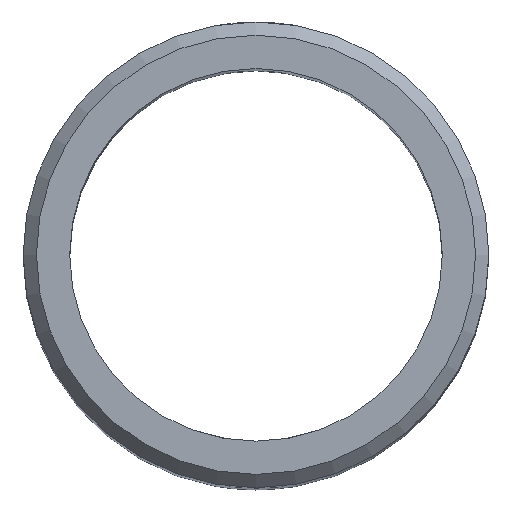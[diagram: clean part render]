
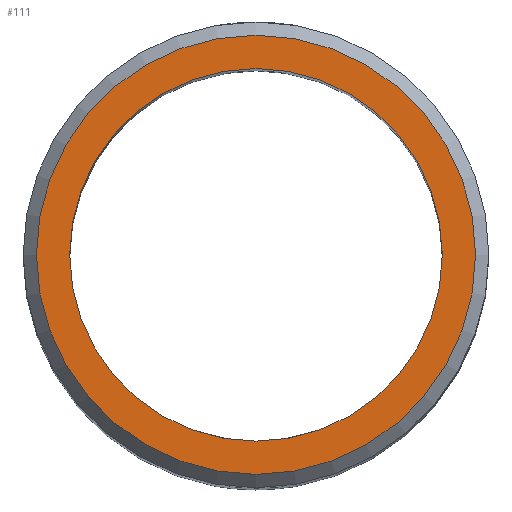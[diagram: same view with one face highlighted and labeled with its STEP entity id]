
A CAD part, top view. The second image highlights one B-rep face of the part: STEP entity #111.
In plain terms, the highlighted planar face has unit normal (0, 0, 1).
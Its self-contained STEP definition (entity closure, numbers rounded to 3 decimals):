
#111=ADVANCED_FACE('',(#217,#219),#221,.T.);
#217=FACE_BOUND('',#218,.T.);
#218=EDGE_LOOP('',(#266));
#219=FACE_BOUND('',#220,.T.);
#220=EDGE_LOOP('',(#267));
#221=PLANE('',#222);
#222=AXIS2_PLACEMENT_3D('',#223,#224,#225);
#223=CARTESIAN_POINT('',(0.,0.,100.));
#224=DIRECTION('',(0.,0.,1.));
#225=DIRECTION('',(-1.,0.,0.));
#266=ORIENTED_EDGE('',*,*,#285,.T.);
#267=ORIENTED_EDGE('',*,*,#278,.T.);
#278=EDGE_CURVE('',#298,#298,#299,.F.);
#285=EDGE_CURVE('',#312,#312,#313,.T.);
#298=VERTEX_POINT('',#608);
#299=CIRCLE('',#609,14.);
#312=VERTEX_POINT('',#889);
#313=CIRCLE('',#890,16.5);
#608=CARTESIAN_POINT('',(-14.,0.,100.));
#609=AXIS2_PLACEMENT_3D('',#610,#611,#612);
#610=CARTESIAN_POINT('',(0.,0.,100.));
#611=DIRECTION('',(0.,0.,1.));
#612=DIRECTION('',(-1.,0.,0.));
#889=CARTESIAN_POINT('',(-16.5,0.,100.));
#890=AXIS2_PLACEMENT_3D('',#891,#892,#893);
#891=CARTESIAN_POINT('',(0.,0.,100.));
#892=DIRECTION('',(0.,0.,1.));
#893=DIRECTION('',(-1.,0.,0.));
